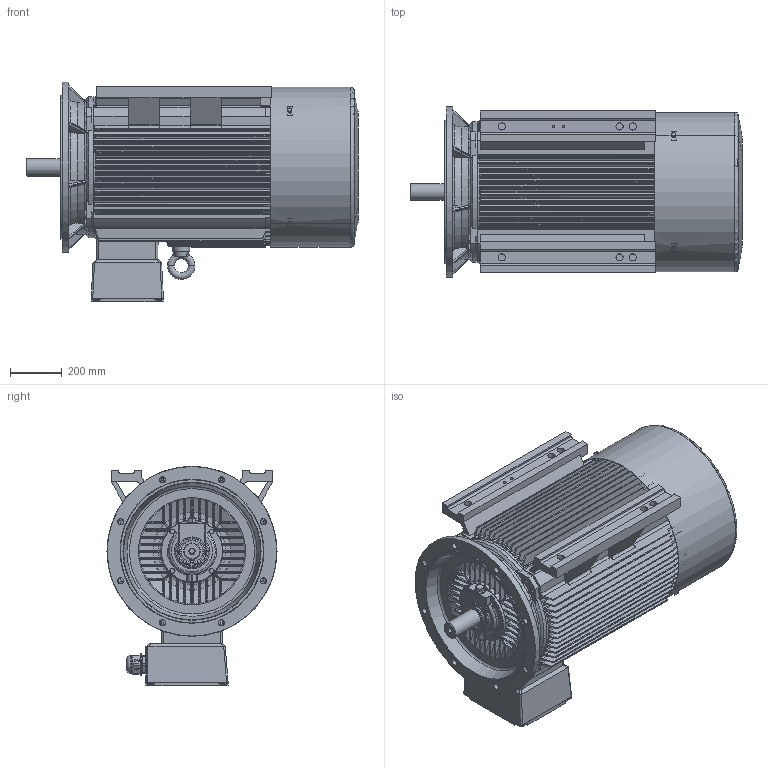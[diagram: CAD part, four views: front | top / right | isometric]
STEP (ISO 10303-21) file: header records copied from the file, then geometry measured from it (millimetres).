
FILE_DESCRIPTION(/* description */ (''),/* implementation_level */ '2;1');
FILE_NAME(/* name */ 'JM2-315M.L-2-B35.stp',/* time_stamp */ '2016-11-29T10:02:10+08:00',/* author */ (''),/* organization */ (''),/* preprocessor_version */ 'ST-DEVELOPER v16',/* originating_system */ 'SIEMENS PLM Software NX 10.0',/* authorisation */ '');
FILE_SCHEMA (('CONFIG_CONTROL_DESIGN'));
Products named in the file (1): JM2-315M.L-2-B35
Bounding box: 1288.04 x 660 x 852 mm (x, y, z)
Volume: 69645537.9 mm3; surface area: 11985726.5 mm2
Topology: 46 solids, 46 shells, 5588 faces, 15398 edges, 10028 vertices
Faces by surface type: plane 3387, cylinder 1183, cone 608, torus 314, bspline 82, sphere 14
Full cylindrical faces by diameter (mm): 2 x2, 10 x2, 20 x1, 28 x4, 43.312 x2, 51.188 x4, 61.031 x12, 63 x4, 64 x1, 64.969 x12, 65 x1, 67.922 x2, 78 x1, 80 x1, 81.5 x2, 83 x2, 83.672 x2, 85 x5, 95 x2, 98 x1, 102 x1, 240 x2, 510.694 x1, 528 x2, 558.578 x1, 620 x1, 660 x1
Entity records: 191917 total; most frequent: CARTESIAN_POINT 52030, ORIENTED_EDGE 30330, DIRECTION 25992, EDGE_CURVE 15165, VERTEX_POINT 9939, LINE 9806, VECTOR 9806, AXIS2_PLACEMENT_3D 8093
